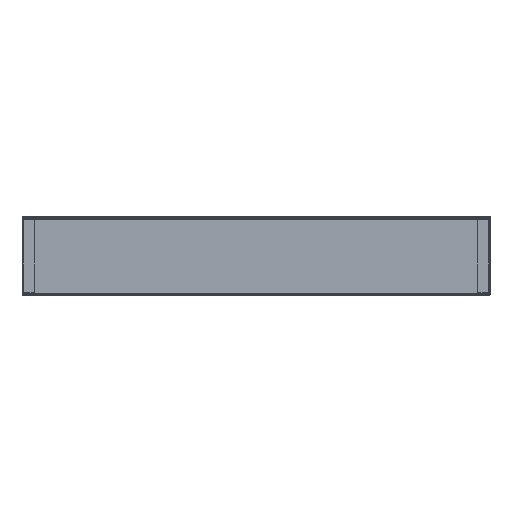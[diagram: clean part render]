
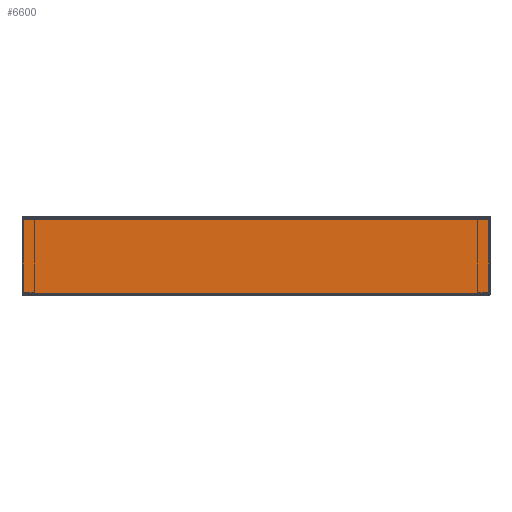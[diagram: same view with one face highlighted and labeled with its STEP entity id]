
A CAD part, left-side view. The second image highlights one B-rep face of the part: STEP entity #6600.
In plain terms, the highlighted planar face has unit normal (-1, 0, 0).
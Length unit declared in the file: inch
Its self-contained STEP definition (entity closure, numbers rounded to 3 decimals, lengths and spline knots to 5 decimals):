
#122 = EDGE_CURVE ( 'NONE', #1341, #2661, #4869, .T. ) ;
#669 = PLANE ( 'NONE',  #1969 ) ;
#736 = FACE_OUTER_BOUND ( 'NONE', #4522, .T. ) ;
#938 = CARTESIAN_POINT ( 'NONE',  ( -12., -12., 3.914 ) ) ;
#1116 = VECTOR ( 'NONE', #2111, 39.37008 ) ;
#1341 = VERTEX_POINT ( 'NONE', #5848 ) ;
#1488 = CARTESIAN_POINT ( 'NONE',  ( -12., -12., 0.086 ) ) ;
#1545 = VERTEX_POINT ( 'NONE', #938 ) ;
#1969 = AXIS2_PLACEMENT_3D ( 'NONE', #3704, #4696, #5784 ) ;
#2111 = DIRECTION ( 'NONE',  ( 0., 1., 0. ) ) ;
#2139 = CARTESIAN_POINT ( 'NONE',  ( -12., -12., 0.086 ) ) ;
#2513 = VECTOR ( 'NONE', #5935, 39.37008 ) ;
#2661 = VERTEX_POINT ( 'NONE', #4632 ) ;
#2880 = CARTESIAN_POINT ( 'NONE',  ( -12., 12., 3.914 ) ) ;
#3397 = ORIENTED_EDGE ( 'NONE', *, *, #5901, .T. ) ;
#3425 = ORIENTED_EDGE ( 'NONE', *, *, #122, .T. ) ;
#3704 = CARTESIAN_POINT ( 'NONE',  ( -12., 12., 0.047 ) ) ;
#3892 = LINE ( 'NONE', #2880, #2513 ) ;
#4101 = EDGE_CURVE ( 'NONE', #4942, #1545, #4200, .T. ) ;
#4200 = LINE ( 'NONE', #4676, #5653 ) ;
#4389 = ORIENTED_EDGE ( 'NONE', *, *, #5306, .F. ) ;
#4522 = EDGE_LOOP ( 'NONE', ( #3425, #4389, #6148, #3397 ) ) ;
#4632 = CARTESIAN_POINT ( 'NONE',  ( -12., 12., 0.086 ) ) ;
#4676 = CARTESIAN_POINT ( 'NONE',  ( -12., -12., 0.057 ) ) ;
#4696 = DIRECTION ( 'NONE',  ( -1., 0., 0. ) ) ;
#4869 = LINE ( 'NONE', #5412, #6417 ) ;
#4942 = VERTEX_POINT ( 'NONE', #1488 ) ;
#5306 = EDGE_CURVE ( 'NONE', #4942, #2661, #5845, .T. ) ;
#5412 = CARTESIAN_POINT ( 'NONE',  ( -12., 12., 0.057 ) ) ;
#5653 = VECTOR ( 'NONE', #6179, 39.37008 ) ;
#5784 = DIRECTION ( 'NONE',  ( 0., 0., 1. ) ) ;
#5845 = LINE ( 'NONE', #2139, #1116 ) ;
#5848 = CARTESIAN_POINT ( 'NONE',  ( -12., 12., 3.914 ) ) ;
#5901 = EDGE_CURVE ( 'NONE', #1545, #1341, #3892, .T. ) ;
#5935 = DIRECTION ( 'NONE',  ( 0., 1., 0. ) ) ;
#6148 = ORIENTED_EDGE ( 'NONE', *, *, #4101, .T. ) ;
#6179 = DIRECTION ( 'NONE',  ( 0., 0., 1. ) ) ;
#6417 = VECTOR ( 'NONE', #6504, 39.37008 ) ;
#6504 = DIRECTION ( 'NONE',  ( 0., 0., -1. ) ) ;
#6600 = ADVANCED_FACE ( 'NONE', ( #736 ), #669, .T. ) ;
